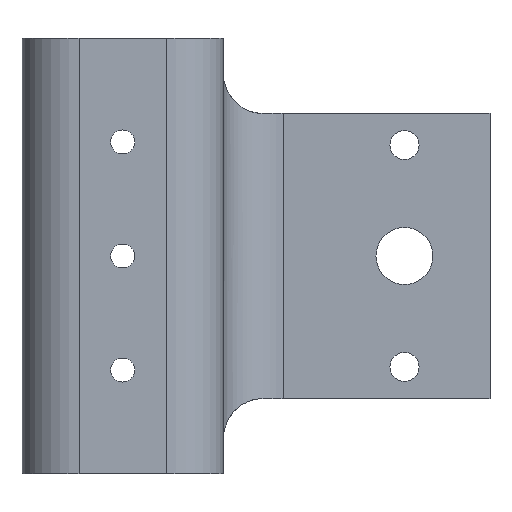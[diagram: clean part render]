
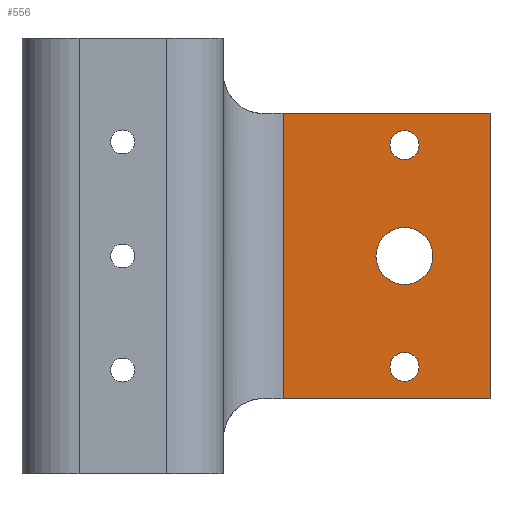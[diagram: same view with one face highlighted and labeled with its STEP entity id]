
A CAD part, left-side view. The second image highlights one B-rep face of the part: STEP entity #556.
In plain terms, the highlighted planar face has unit normal (-1, 0, 0).
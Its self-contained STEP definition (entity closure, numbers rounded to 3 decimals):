
#15=FACE_BOUND('',#85,.T.);
#16=FACE_BOUND('',#86,.T.);
#17=FACE_BOUND('',#87,.T.);
#33=PLANE('',#612);
#56=FACE_OUTER_BOUND('',#84,.T.);
#84=EDGE_LOOP('',(#409,#410,#411,#412));
#85=EDGE_LOOP('',(#413));
#86=EDGE_LOOP('',(#414));
#87=EDGE_LOOP('',(#415));
#130=LINE('',#871,#180);
#131=LINE('',#875,#181);
#132=LINE('',#877,#182);
#133=LINE('',#878,#183);
#180=VECTOR('',#694,10.);
#181=VECTOR('',#699,10.);
#182=VECTOR('',#700,10.);
#183=VECTOR('',#701,10.);
#237=CIRCLE('',#613,2.55);
#238=CIRCLE('',#614,5.);
#239=CIRCLE('',#615,2.55);
#265=VERTEX_POINT('',#868);
#266=VERTEX_POINT('',#870);
#267=VERTEX_POINT('',#874);
#268=VERTEX_POINT('',#876);
#269=VERTEX_POINT('',#879);
#270=VERTEX_POINT('',#881);
#271=VERTEX_POINT('',#883);
#323=EDGE_CURVE('',#265,#266,#130,.T.);
#325=EDGE_CURVE('',#267,#265,#131,.T.);
#326=EDGE_CURVE('',#268,#267,#132,.T.);
#327=EDGE_CURVE('',#266,#268,#133,.T.);
#328=EDGE_CURVE('',#269,#269,#237,.T.);
#329=EDGE_CURVE('',#270,#270,#238,.T.);
#330=EDGE_CURVE('',#271,#271,#239,.T.);
#409=ORIENTED_EDGE('',*,*,#323,.F.);
#410=ORIENTED_EDGE('',*,*,#325,.F.);
#411=ORIENTED_EDGE('',*,*,#326,.F.);
#412=ORIENTED_EDGE('',*,*,#327,.F.);
#413=ORIENTED_EDGE('',*,*,#328,.T.);
#414=ORIENTED_EDGE('',*,*,#329,.T.);
#415=ORIENTED_EDGE('',*,*,#330,.T.);
#556=ADVANCED_FACE('',(#56,#15,#16,#17),#33,.T.);
#612=AXIS2_PLACEMENT_3D('',#873,#697,#698);
#613=AXIS2_PLACEMENT_3D('',#880,#702,#703);
#614=AXIS2_PLACEMENT_3D('',#882,#704,#705);
#615=AXIS2_PLACEMENT_3D('',#884,#706,#707);
#694=DIRECTION('',(0.,0.,1.));
#697=DIRECTION('center_axis',(-1.,0.,0.));
#698=DIRECTION('ref_axis',(0.,-1.,0.));
#699=DIRECTION('',(0.,1.,0.));
#700=DIRECTION('',(0.,0.,-1.));
#701=DIRECTION('',(0.,-1.,0.));
#702=DIRECTION('center_axis',(1.,0.,0.));
#703=DIRECTION('ref_axis',(0.,0.,1.));
#704=DIRECTION('center_axis',(1.,0.,0.));
#705=DIRECTION('ref_axis',(0.,0.,1.));
#706=DIRECTION('center_axis',(1.,0.,0.));
#707=DIRECTION('ref_axis',(0.,0.,1.));
#868=CARTESIAN_POINT('',(15.8,-41.05,13.2));
#870=CARTESIAN_POINT('',(15.8,-41.05,63.2));
#871=CARTESIAN_POINT('',(15.8,-41.05,19.1));
#873=CARTESIAN_POINT('Origin',(15.8,-30.55,38.2));
#874=CARTESIAN_POINT('',(15.8,-77.331,13.2));
#875=CARTESIAN_POINT('',(15.8,-42.245,13.2));
#876=CARTESIAN_POINT('',(15.8,-77.331,63.2));
#877=CARTESIAN_POINT('',(15.8,-77.331,38.2));
#878=CARTESIAN_POINT('',(15.8,-42.245,63.2));
#879=CARTESIAN_POINT('',(15.8,-62.331,16.2));
#880=CARTESIAN_POINT('Origin',(15.8,-62.331,18.75));
#881=CARTESIAN_POINT('',(15.8,-62.331,33.2));
#882=CARTESIAN_POINT('Origin',(15.8,-62.331,38.2));
#883=CARTESIAN_POINT('',(15.8,-62.331,55.1));
#884=CARTESIAN_POINT('Origin',(15.8,-62.331,57.65));
